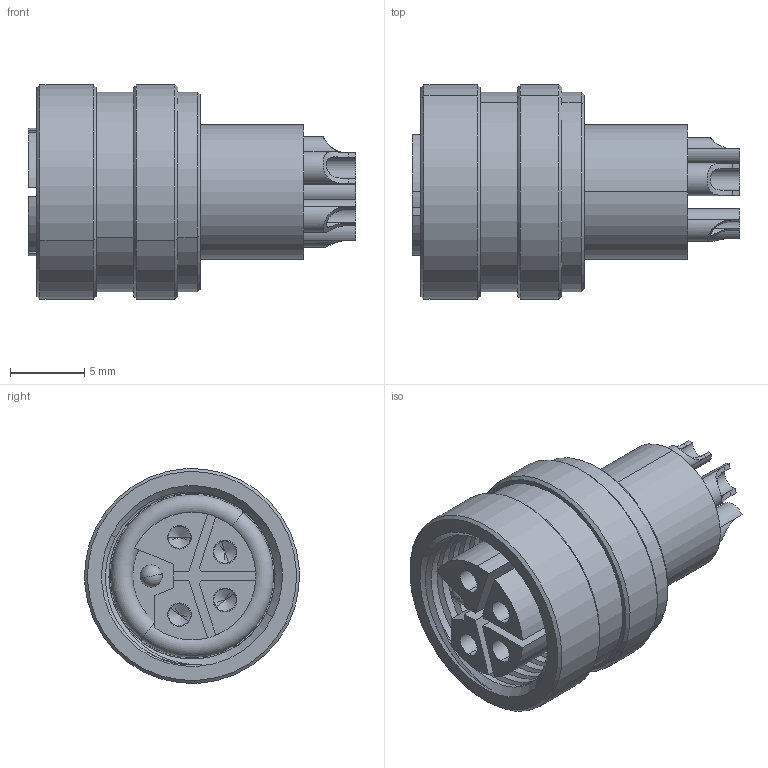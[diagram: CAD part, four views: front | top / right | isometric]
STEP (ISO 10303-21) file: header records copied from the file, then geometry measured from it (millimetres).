
FILE_DESCRIPTION (( 'STEP AP203' ), '1' );
FILE_NAME ('50-01057.STEP', '2025-03-25T01:06:26', ( '' ), ( '' ), 'SwSTEP 2.0', 'SolidWorks 2021', '' );
FILE_SCHEMA (( 'CONFIG_CONTROL_DESIGN' ));
Length unit declared in the file: millimetre
Products named in the file (6): 50-01057-05___; 50-01057-01___; 50-01057-04___; 50-01057-03___; 50-01057; 50-01057-02_step
Assembly tree (8 placements, depth 2):
  50-01057
    50-01057-01___
    50-01057-02_step
    50-01057-03___  x4
    50-01057-04___
    50-01057-05___
Bounding box: 22.1 x 14.48 x 14.48 mm (x, y, z)
Volume: 1734.1 mm3; surface area: 3588.2 mm2
Topology: 8 solids, 8 shells, 271 faces, 653 edges, 399 vertices
Faces by surface type: cylinder 113, plane 94, cone 34, torus 26, bspline 2, sphere 2
Entity records: 6963 total; most frequent: CARTESIAN_POINT 2174, DIRECTION 912, ORIENTED_EDGE 822, EDGE_CURVE 411, AXIS2_PLACEMENT_3D 364, VERTEX_POINT 261, EDGE_LOOP 204, VECTOR 184
